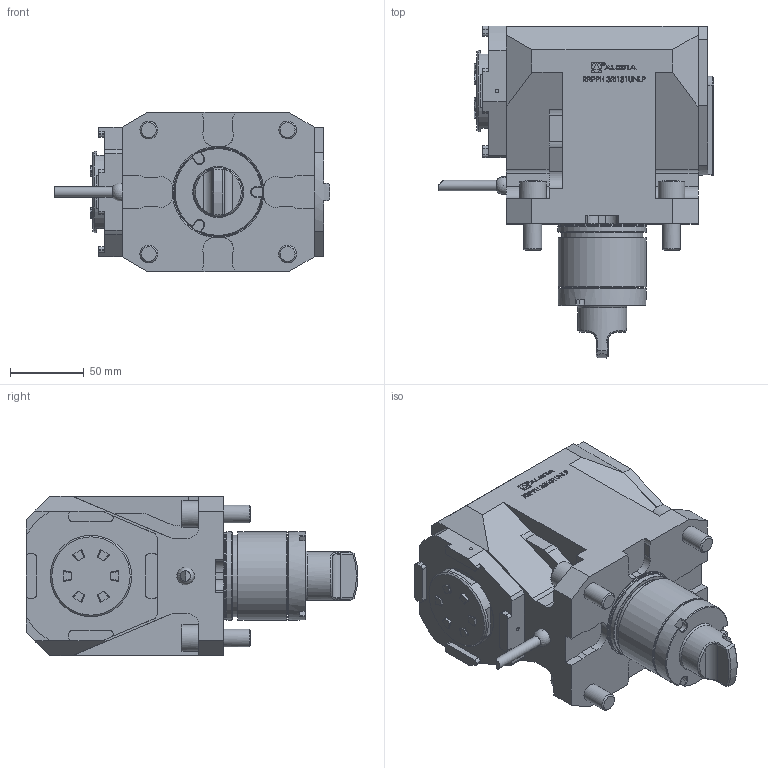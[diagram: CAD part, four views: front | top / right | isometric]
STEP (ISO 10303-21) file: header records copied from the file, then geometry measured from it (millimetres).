
FILE_DESCRIPTION (( 'STEP AP214' ), '1' );
FILE_NAME ('RRPPH32I131UNLP.STEP', '2025-07-25T14:47:40', ( '' ), ( '' ), 'SwSTEP 2.0', 'SolidWorks 2023', '' );
FILE_SCHEMA (( 'AUTOMOTIVE_DESIGN' ));
Length unit declared in the file: millimetre
Products named in the file (1): RRPPH32I131UNLP
Bounding box: 186.5 x 224.8 x 108 mm (x, y, z)
Volume: 1988278.3 mm3; surface area: 123661.1 mm2
Topology: 1 solids, 1 shells, 643 faces, 1699 edges, 1122 vertices
Faces by surface type: plane 390, cylinder 116, bspline 104, cone 24, torus 8, sphere 1
Full cylindrical faces by diameter (mm): 1.7 x1, 2.1 x1, 6.366 x1, 7 x1, 12 x4, 18 x4, 33 x1, 55 x1, 55.2 x1, 59.5 x1, 59.7 x1, 59.8 x1, 59.9 x1
Entity records: 25123 total; most frequent: CARTESIAN_POINT 10042, ORIENTED_EDGE 3276, DIRECTION 2748, EDGE_CURVE 1638, VERTEX_POINT 1103, VECTOR 1058, LINE 1058, AXIS2_PLACEMENT_3D 845
